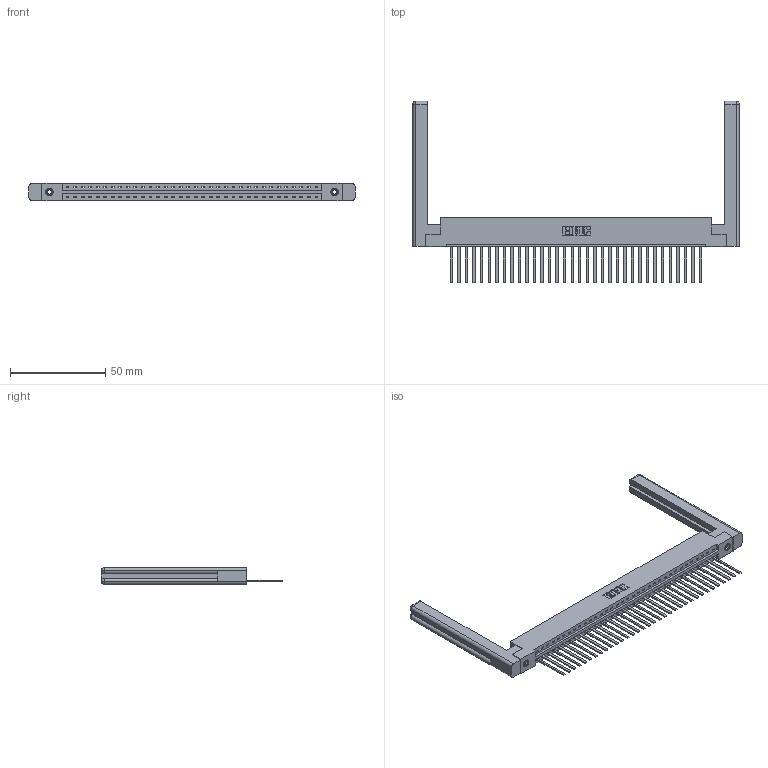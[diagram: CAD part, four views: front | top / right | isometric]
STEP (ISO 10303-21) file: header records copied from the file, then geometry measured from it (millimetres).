
FILE_DESCRIPTION (( 'STEP AP203' ), '1' );
FILE_NAME ('337-034-544-158.STEP', '2019-10-01T12:09:09', ( '' ), ( '' ), 'SwSTEP 2.0', 'SolidWorks 2016', '' );
FILE_SCHEMA (( 'CONFIG_CONTROL_DESIGN' ));
Length unit declared in the file: inch
Products named in the file (5): 345-250-001_345-250-001-102; 337 Part_Flush Mounting Lugs - 0.156 Dia-TI; 337-034-544-158; 307-220-058; 345-292-001_345-293-144
Assembly tree (39 placements, depth 2):
  337-034-544-158
    337 Part_Flush Mounting Lugs - 0.156 Dia-TI
    345-292-001_345-293-144  x34
    345-250-001_345-250-001-102  x2
    307-220-058  x2
Bounding box: 171.35 x 95.38 x 9.4 mm (x, y, z)
Volume: 25264.6 mm3; surface area: 25170.1 mm2
Topology: 39 solids, 39 shells, 2160 faces, 6445 edges, 4238 vertices
Faces by surface type: plane 1582, cylinder 554, cone 12, torus 12
Entity records: 28758 total; most frequent: CARTESIAN_POINT 5007, ORIENTED_EDGE 4916, DIRECTION 4246, EDGE_CURVE 2458, VECTOR 2286, LINE 2286, VERTEX_POINT 1630, AXIS2_PLACEMENT_3D 980
